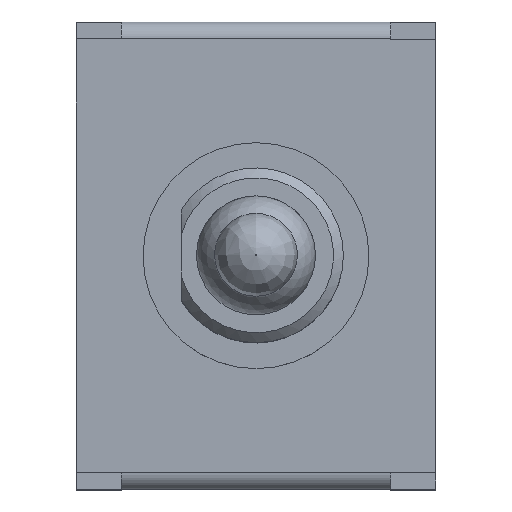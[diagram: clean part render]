
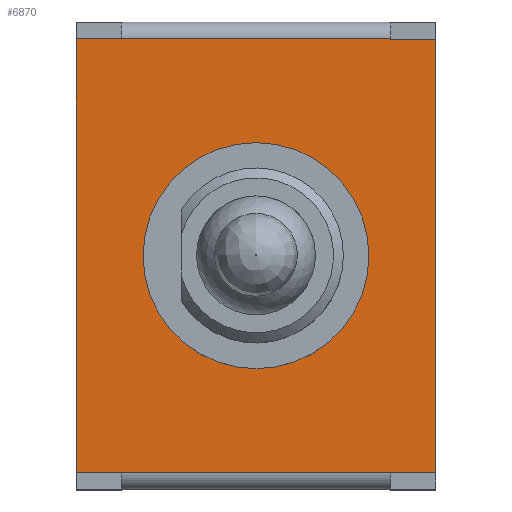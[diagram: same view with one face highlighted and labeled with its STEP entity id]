
A CAD part, top view. The second image highlights one B-rep face of the part: STEP entity #6870.
In plain terms, the highlighted planar face has unit normal (0, 0, 1).
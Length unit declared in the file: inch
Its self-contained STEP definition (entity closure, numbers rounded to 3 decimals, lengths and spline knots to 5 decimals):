
#97=FACE_BOUND('',#1022,.T.);
#579=FACE_OUTER_BOUND('',#1021,.T.);
#1021=EDGE_LOOP('',(#5834,#5835,#5836,#5837,#5838,#5839,#5840,#5841,#5842,
#5843));
#1022=EDGE_LOOP('',(#5844));
#1666=LINE('',#11368,#2360);
#1667=LINE('',#11371,#2361);
#1668=LINE('',#11373,#2362);
#1669=LINE('',#11375,#2363);
#1670=LINE('',#11377,#2364);
#1671=LINE('',#11379,#2365);
#1672=LINE('',#11381,#2366);
#1673=LINE('',#11383,#2367);
#1674=LINE('',#11385,#2368);
#1675=LINE('',#11386,#2369);
#2360=VECTOR('',#9338,0.3937);
#2361=VECTOR('',#9341,0.3937);
#2362=VECTOR('',#9342,0.3937);
#2363=VECTOR('',#9343,0.3937);
#2364=VECTOR('',#9344,0.3937);
#2365=VECTOR('',#9345,0.3937);
#2366=VECTOR('',#9346,0.3937);
#2367=VECTOR('',#9347,0.3937);
#2368=VECTOR('',#9348,0.3937);
#2369=VECTOR('',#9349,0.3937);
#2732=CIRCLE('',#7551,0.15709);
#3258=VERTEX_POINT('',#11364);
#3259=VERTEX_POINT('',#11366);
#3260=VERTEX_POINT('',#11370);
#3261=VERTEX_POINT('',#11372);
#3262=VERTEX_POINT('',#11374);
#3263=VERTEX_POINT('',#11376);
#3264=VERTEX_POINT('',#11378);
#3265=VERTEX_POINT('',#11380);
#3266=VERTEX_POINT('',#11382);
#3267=VERTEX_POINT('',#11384);
#3268=VERTEX_POINT('',#11387);
#4154=EDGE_CURVE('',#3259,#3258,#1666,.T.);
#4155=EDGE_CURVE('',#3260,#3258,#1667,.T.);
#4156=EDGE_CURVE('',#3259,#3261,#1668,.T.);
#4157=EDGE_CURVE('',#3261,#3262,#1669,.T.);
#4158=EDGE_CURVE('',#3263,#3262,#1670,.T.);
#4159=EDGE_CURVE('',#3263,#3264,#1671,.T.);
#4160=EDGE_CURVE('',#3264,#3265,#1672,.T.);
#4161=EDGE_CURVE('',#3265,#3266,#1673,.T.);
#4162=EDGE_CURVE('',#3266,#3267,#1674,.T.);
#4163=EDGE_CURVE('',#3260,#3267,#1675,.T.);
#4164=EDGE_CURVE('',#3268,#3268,#2732,.T.);
#5834=ORIENTED_EDGE('',*,*,#4155,.T.);
#5835=ORIENTED_EDGE('',*,*,#4154,.F.);
#5836=ORIENTED_EDGE('',*,*,#4156,.T.);
#5837=ORIENTED_EDGE('',*,*,#4157,.T.);
#5838=ORIENTED_EDGE('',*,*,#4158,.F.);
#5839=ORIENTED_EDGE('',*,*,#4159,.T.);
#5840=ORIENTED_EDGE('',*,*,#4160,.T.);
#5841=ORIENTED_EDGE('',*,*,#4161,.T.);
#5842=ORIENTED_EDGE('',*,*,#4162,.T.);
#5843=ORIENTED_EDGE('',*,*,#4163,.F.);
#5844=ORIENTED_EDGE('',*,*,#4164,.T.);
#6484=PLANE('',#7550);
#6870=ADVANCED_FACE('',(#579,#97),#6484,.T.);
#7550=AXIS2_PLACEMENT_3D('',#11369,#9339,#9340);
#7551=AXIS2_PLACEMENT_3D('',#11388,#9350,#9351);
#9338=DIRECTION('',(-1.,0.,0.));
#9339=DIRECTION('center_axis',(0.,0.,
1.));
#9340=DIRECTION('ref_axis',(1.,0.,0.));
#9341=DIRECTION('',(0.,-1.,0.));
#9342=DIRECTION('',(1.,0.,0.));
#9343=DIRECTION('',(0.,1.,0.));
#9344=DIRECTION('',(1.,0.,0.));
#9345=DIRECTION('',(0.,1.,0.));
#9346=DIRECTION('',(-1.,0.,0.));
#9347=DIRECTION('',(-1.,0.,0.));
#9348=DIRECTION('',(0.,-1.,0.));
#9349=DIRECTION('',(-1.,0.,0.));
#9350=DIRECTION('center_axis',(0.,0.,
-1.));
#9351=DIRECTION('ref_axis',(1.,0.,0.));
#11364=CARTESIAN_POINT('',(-0.18701,-0.30138,0.41496));
#11366=CARTESIAN_POINT('',(0.18701,-0.30138,0.41496));
#11368=CARTESIAN_POINT('',(0.,-0.30138,0.41496));
#11369=CARTESIAN_POINT('Origin',(0.,0.30138,
0.41496));
#11370=CARTESIAN_POINT('',(-0.18701,-0.30098,0.41496));
#11371=CARTESIAN_POINT('',(-0.18701,-0.30138,0.41496));
#11372=CARTESIAN_POINT('',(0.25,-0.30138,0.41496));
#11373=CARTESIAN_POINT('',(0.18701,-0.30138,0.41496));
#11374=CARTESIAN_POINT('',(0.25,0.30098,0.41496));
#11375=CARTESIAN_POINT('',(0.25,0.30098,0.41496));
#11376=CARTESIAN_POINT('',(0.18701,0.30098,0.41496));
#11377=CARTESIAN_POINT('',(0.18701,0.30098,0.41496));
#11378=CARTESIAN_POINT('',(0.18701,0.30138,0.41496));
#11379=CARTESIAN_POINT('',(0.18701,-0.30138,0.41496));
#11380=CARTESIAN_POINT('',(-0.18701,0.30138,0.41496));
#11381=CARTESIAN_POINT('',(0.,0.30138,0.41496));
#11382=CARTESIAN_POINT('',(-0.25,0.30138,0.41496));
#11383=CARTESIAN_POINT('',(-0.18701,0.30138,0.41496));
#11384=CARTESIAN_POINT('',(-0.25,-0.30098,0.41496));
#11385=CARTESIAN_POINT('',(-0.25,-0.30098,0.41496));
#11386=CARTESIAN_POINT('',(-0.18701,-0.30098,0.41496));
#11387=CARTESIAN_POINT('',(-0.15709,0.,0.41496));
#11388=CARTESIAN_POINT('Origin',(0.,0.,
0.41496));
